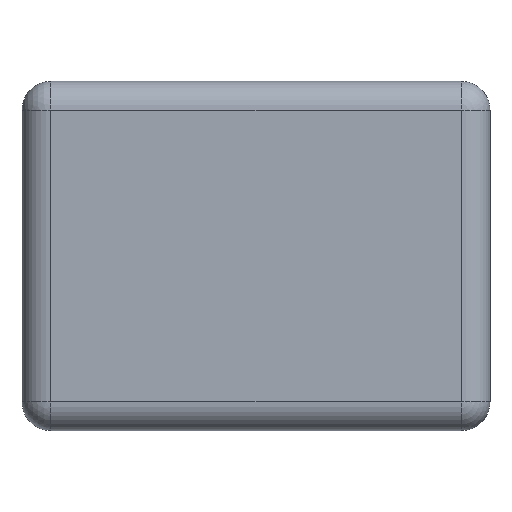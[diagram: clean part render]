
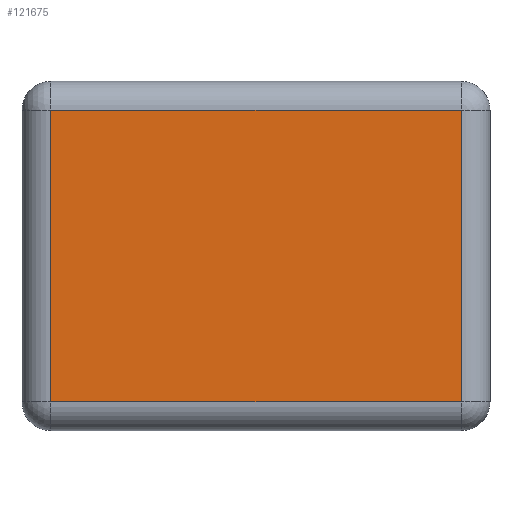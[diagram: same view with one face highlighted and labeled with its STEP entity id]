
A CAD part, front view. The second image highlights one B-rep face of the part: STEP entity #121675.
In plain terms, the highlighted planar face has unit normal (0, -1, 0).
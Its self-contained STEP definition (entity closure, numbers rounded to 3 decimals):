
#1515 = ORIENTED_EDGE ( 'NONE', *, *, #159137, .T. ) ;
#1833 = DIRECTION ( 'NONE',  ( -1., 0., 0. ) ) ;
#5057 = DIRECTION ( 'NONE',  ( 1., 0., 0. ) ) ;
#15917 = LINE ( 'NONE', #45570, #177264 ) ;
#31150 = ORIENTED_EDGE ( 'NONE', *, *, #98091, .T. ) ;
#35932 = VECTOR ( 'NONE', #1833, 1000. ) ;
#40640 = AXIS2_PLACEMENT_3D ( 'NONE', #62959, #49452, #76482 ) ;
#43944 = CARTESIAN_POINT ( 'NONE',  ( -572.934, -275.283, -407.318 ) ) ;
#44409 = LINE ( 'NONE', #123736, #86631 ) ;
#45570 = CARTESIAN_POINT ( 'NONE',  ( 0., -275.283, -407.318 ) ) ;
#49452 = DIRECTION ( 'NONE',  ( 0., -1., 0. ) ) ;
#53016 = PLANE ( 'NONE',  #40640 ) ;
#54408 = DIRECTION ( 'NONE',  ( 0., 0., 1. ) ) ;
#58613 = EDGE_CURVE ( 'NONE', #149446, #72901, #44409, .T. ) ;
#62959 = CARTESIAN_POINT ( 'NONE',  ( 0., -275.283, 0. ) ) ;
#63862 = FACE_OUTER_BOUND ( 'NONE', #147436, .T. ) ;
#70863 = CARTESIAN_POINT ( 'NONE',  ( -572.934, -275.283, 407.318 ) ) ;
#72901 = VERTEX_POINT ( 'NONE', #173964 ) ;
#76482 = DIRECTION ( 'NONE',  ( 0., 0., -1. ) ) ;
#77528 = VECTOR ( 'NONE', #90938, 1000. ) ;
#86631 = VECTOR ( 'NONE', #54408, 1000. ) ;
#90938 = DIRECTION ( 'NONE',  ( 0., 0., -1. ) ) ;
#97578 = ORIENTED_EDGE ( 'NONE', *, *, #167817, .T. ) ;
#98091 = EDGE_CURVE ( 'NONE', #148477, #149446, #15917, .T. ) ;
#106233 = CARTESIAN_POINT ( 'NONE',  ( -572.934, -275.283, 0. ) ) ;
#121675 = ADVANCED_FACE ( 'NONE', ( #63862 ), #53016, .T. ) ;
#123736 = CARTESIAN_POINT ( 'NONE',  ( 572.934, -275.283, 0. ) ) ;
#124304 = LINE ( 'NONE', #136917, #35932 ) ;
#136917 = CARTESIAN_POINT ( 'NONE',  ( 0., -275.283, 407.318 ) ) ;
#138364 = VERTEX_POINT ( 'NONE', #70863 ) ;
#145409 = CARTESIAN_POINT ( 'NONE',  ( 572.934, -275.283, -407.318 ) ) ;
#147436 = EDGE_LOOP ( 'NONE', ( #97578, #1515, #31150, #176602 ) ) ;
#148477 = VERTEX_POINT ( 'NONE', #43944 ) ;
#149446 = VERTEX_POINT ( 'NONE', #145409 ) ;
#159137 = EDGE_CURVE ( 'NONE', #138364, #148477, #161127, .T. ) ;
#161127 = LINE ( 'NONE', #106233, #77528 ) ;
#167817 = EDGE_CURVE ( 'NONE', #72901, #138364, #124304, .T. ) ;
#173964 = CARTESIAN_POINT ( 'NONE',  ( 572.934, -275.283, 407.318 ) ) ;
#176602 = ORIENTED_EDGE ( 'NONE', *, *, #58613, .T. ) ;
#177264 = VECTOR ( 'NONE', #5057, 1000. ) ;
